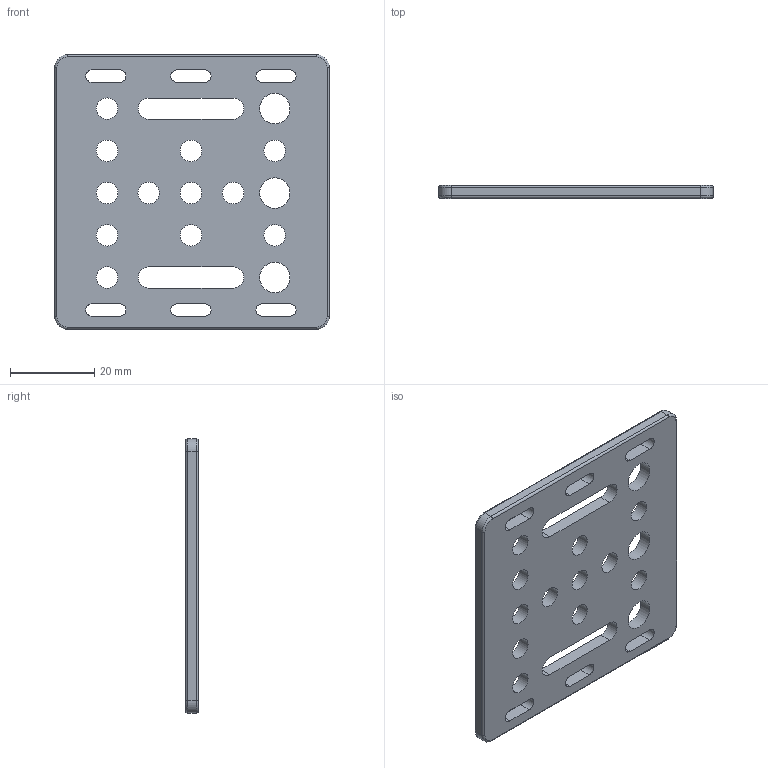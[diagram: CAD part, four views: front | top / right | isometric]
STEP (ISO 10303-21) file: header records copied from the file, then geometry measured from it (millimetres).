
FILE_DESCRIPTION(/* description */ (''),/* implementation_level */ '2;1');
FILE_NAME(/* name */ 'Bitray V-wheel tray 65x65 v4.step',/* time_stamp */ '2022-03-20T13:46:06+05:00',/* author */ (''),/* organization */ (''),/* preprocessor_version */ 'ST-DEVELOPER v18.1',/* originating_system */ 'Autodesk Translation Framework v10.13.0.1454',/* authorisation */ '');
FILE_SCHEMA (('AUTOMOTIVE_DESIGN { 1 0 10303 214 3 1 1 }'));
Length unit declared in the file: millimetre
Products named in the file (1): Bitray V-wheel tray 65x65
Bounding box: 65 x 3 x 65 mm (x, y, z)
Volume: 10326.7 mm3; surface area: 9075.8 mm2
Topology: 1 solids, 1 shells, 73 faces, 197 edges, 126 vertices
Faces by surface type: cylinder 43, plane 22, torus 8
Full cylindrical faces by diameter (mm): 5.1 x12, 7.2 x3
Entity records: 2449 total; most frequent: DIRECTION 439, CARTESIAN_POINT 397, ORIENTED_EDGE 394, EDGE_CURVE 197, AXIS2_PLACEMENT_3D 168, VERTEX_POINT 126, EDGE_LOOP 119, LINE 103
